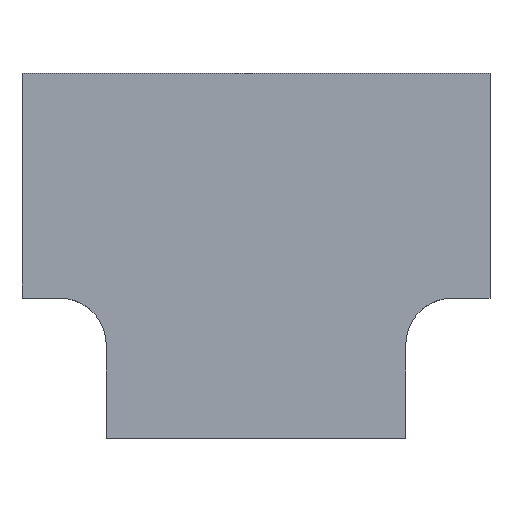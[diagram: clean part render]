
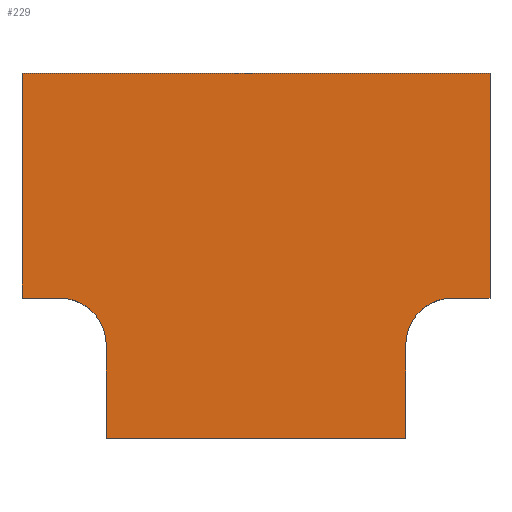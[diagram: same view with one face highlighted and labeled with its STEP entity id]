
A CAD part, top view. The second image highlights one B-rep face of the part: STEP entity #229.
In plain terms, the highlighted planar face has unit normal (0, 0, 1).
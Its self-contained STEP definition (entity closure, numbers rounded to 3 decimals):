
#29=FACE_OUTER_BOUND('',#41,.T.);
#41=EDGE_LOOP('',(#198,#199,#200,#201,#202,#203,#204,#205,#206,#207));
#44=CIRCLE('',#260,5.);
#45=CIRCLE('',#265,5.);
#54=LINE('',#354,#80);
#57=LINE('',#359,#83);
#59=LINE('',#363,#85);
#62=LINE('',#371,#88);
#64=LINE('',#375,#90);
#66=LINE('',#379,#92);
#69=LINE('',#387,#95);
#71=LINE('',#390,#97);
#80=VECTOR('',#287,10.);
#83=VECTOR('',#292,10.);
#85=VECTOR('',#296,10.);
#88=VECTOR('',#305,10.);
#90=VECTOR('',#309,10.);
#92=VECTOR('',#313,10.);
#95=VECTOR('',#322,10.);
#97=VECTOR('',#326,10.);
#108=VERTEX_POINT('',#352);
#109=VERTEX_POINT('',#353);
#110=VERTEX_POINT('',#358);
#111=VERTEX_POINT('',#362);
#112=VERTEX_POINT('',#366);
#113=VERTEX_POINT('',#370);
#114=VERTEX_POINT('',#374);
#115=VERTEX_POINT('',#378);
#116=VERTEX_POINT('',#382);
#117=VERTEX_POINT('',#386);
#128=EDGE_CURVE('',#108,#109,#54,.T.);
#131=EDGE_CURVE('',#109,#110,#57,.T.);
#133=EDGE_CURVE('',#110,#111,#59,.T.);
#135=EDGE_CURVE('',#111,#112,#44,.T.);
#137=EDGE_CURVE('',#112,#113,#62,.T.);
#139=EDGE_CURVE('',#113,#114,#64,.T.);
#141=EDGE_CURVE('',#114,#115,#66,.T.);
#143=EDGE_CURVE('',#115,#116,#45,.T.);
#145=EDGE_CURVE('',#116,#117,#69,.T.);
#147=EDGE_CURVE('',#117,#108,#71,.T.);
#198=ORIENTED_EDGE('',*,*,#128,.F.);
#199=ORIENTED_EDGE('',*,*,#147,.F.);
#200=ORIENTED_EDGE('',*,*,#145,.F.);
#201=ORIENTED_EDGE('',*,*,#143,.F.);
#202=ORIENTED_EDGE('',*,*,#141,.F.);
#203=ORIENTED_EDGE('',*,*,#139,.F.);
#204=ORIENTED_EDGE('',*,*,#137,.F.);
#205=ORIENTED_EDGE('',*,*,#135,.F.);
#206=ORIENTED_EDGE('',*,*,#133,.F.);
#207=ORIENTED_EDGE('',*,*,#131,.F.);
#217=PLANE('',#268);
#229=ADVANCED_FACE('',(#29),#217,.T.);
#260=AXIS2_PLACEMENT_3D('',#367,#300,#301);
#265=AXIS2_PLACEMENT_3D('',#383,#317,#318);
#268=AXIS2_PLACEMENT_3D('',#391,#327,#328);
#287=DIRECTION('',(1.,0.,0.));
#292=DIRECTION('',(0.,-1.,0.));
#296=DIRECTION('',(-1.,0.,0.));
#300=DIRECTION('center_axis',(0.,0.,1.));
#301=DIRECTION('ref_axis',(0.,1.,0.));
#305=DIRECTION('',(0.,-1.,0.));
#309=DIRECTION('',(-1.,0.,0.));
#313=DIRECTION('',(0.,1.,0.));
#317=DIRECTION('center_axis',(0.,0.,1.));
#318=DIRECTION('ref_axis',(1.,0.,0.));
#322=DIRECTION('',(-1.,0.,0.));
#326=DIRECTION('',(0.,1.,0.));
#327=DIRECTION('center_axis',(0.,0.,1.));
#328=DIRECTION('ref_axis',(1.,0.,0.));
#352=CARTESIAN_POINT('',(-25.,39.,5.));
#353=CARTESIAN_POINT('',(25.,39.,5.));
#354=CARTESIAN_POINT('',(0.,39.,5.));
#358=CARTESIAN_POINT('',(25.,15.,5.));
#359=CARTESIAN_POINT('',(25.,39.,5.));
#362=CARTESIAN_POINT('',(21.,15.,5.));
#363=CARTESIAN_POINT('',(25.,15.,5.));
#366=CARTESIAN_POINT('',(16.,10.,5.));
#367=CARTESIAN_POINT('Origin',(21.,10.,5.));
#370=CARTESIAN_POINT('',(16.,0.,5.));
#371=CARTESIAN_POINT('',(16.,10.,5.));
#374=CARTESIAN_POINT('',(-16.,0.,5.));
#375=CARTESIAN_POINT('',(0.,0.,5.));
#378=CARTESIAN_POINT('',(-16.,10.,5.));
#379=CARTESIAN_POINT('',(-16.,0.,5.));
#382=CARTESIAN_POINT('',(-21.,15.,5.));
#383=CARTESIAN_POINT('Origin',(-21.,10.,5.));
#386=CARTESIAN_POINT('',(-25.,15.,5.));
#387=CARTESIAN_POINT('',(-21.,15.,5.));
#390=CARTESIAN_POINT('',(-25.,15.,5.));
#391=CARTESIAN_POINT('Origin',(0.,21.139,5.));
